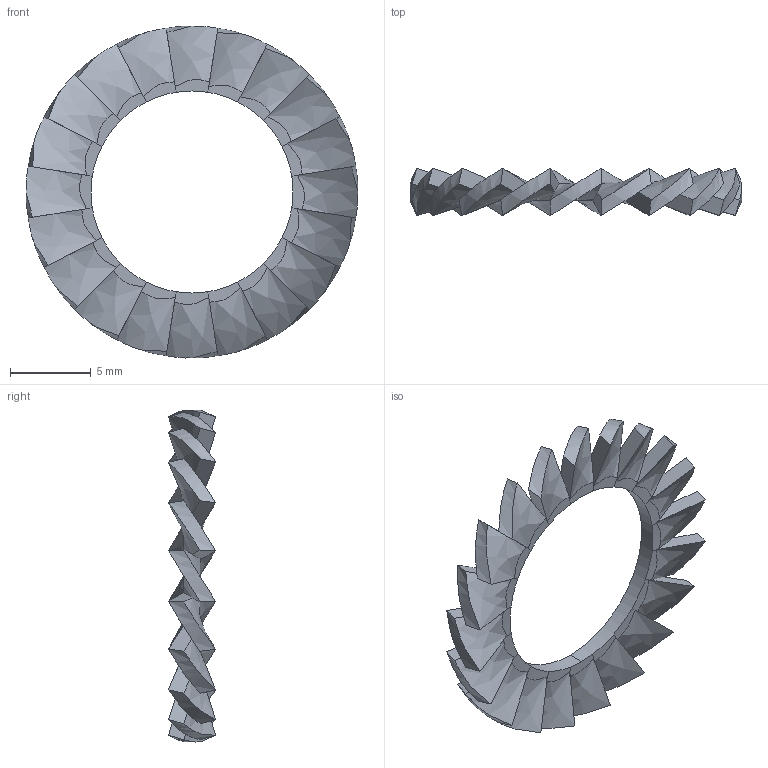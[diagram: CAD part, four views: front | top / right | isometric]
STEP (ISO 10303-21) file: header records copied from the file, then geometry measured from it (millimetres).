
FILE_DESCRIPTION (( 'STEP AP214' ), '1' );
FILE_NAME ('M12.STEP', '2021-04-04T11:31:47', ( '' ), ( '' ), 'SwSTEP 2.0', 'SolidWorks 2018', '' );
FILE_SCHEMA (( 'AUTOMOTIVE_DESIGN' ));
Length unit declared in the file: millimetre
Products named in the file (1): M12
Bounding box: 20.54 x 2.92 x 20.54 mm (x, y, z)
Volume: 205.4 mm3; surface area: 647.8 mm2
Topology: 1 solids, 1 shells, 142 faces, 346 edges, 204 vertices
Faces by surface type: bspline 100, plane 40, cylinder 2
Entity records: 5884 total; most frequent: CARTESIAN_POINT 3117, ORIENTED_EDGE 692, EDGE_CURVE 346, DIRECTION 308, VECTOR 222, LINE 222, VERTEX_POINT 204, ADVANCED_FACE 142
